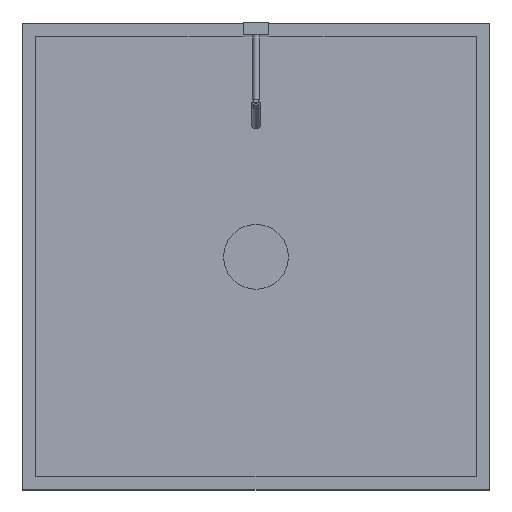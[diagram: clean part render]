
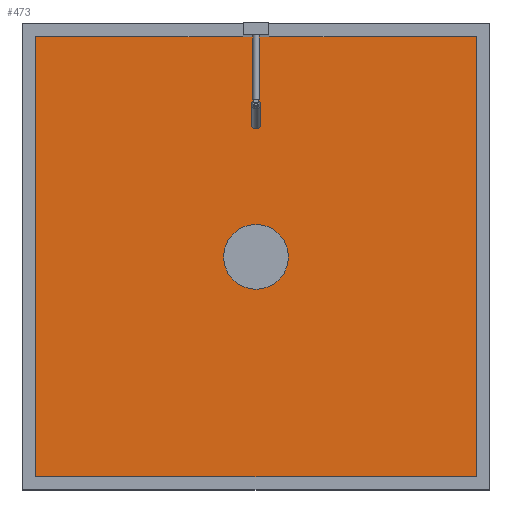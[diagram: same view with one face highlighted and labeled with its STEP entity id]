
A CAD part, top view. The second image highlights one B-rep face of the part: STEP entity #473.
In plain terms, the highlighted planar face has unit normal (0, 0, 1).
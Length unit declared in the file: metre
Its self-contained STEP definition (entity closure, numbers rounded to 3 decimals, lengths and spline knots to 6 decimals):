
#42=LINE('',#770,#93);
#48=LINE('',#781,#99);
#50=LINE('',#785,#101);
#51=LINE('',#787,#102);
#93=VECTOR('',#624,1.);
#99=VECTOR('',#632,1.);
#101=VECTOR('',#636,1.);
#102=VECTOR('',#639,1.);
#127=PLANE('',#533);
#214=ORIENTED_EDGE('',*,*,#313,.F.);
#215=ORIENTED_EDGE('',*,*,#303,.F.);
#216=ORIENTED_EDGE('',*,*,#309,.T.);
#217=ORIENTED_EDGE('',*,*,#311,.T.);
#218=ORIENTED_EDGE('',*,*,#312,.F.);
#303=EDGE_CURVE('',#356,#357,#42,.T.);
#309=EDGE_CURVE('',#356,#360,#48,.T.);
#311=EDGE_CURVE('',#360,#361,#50,.T.);
#312=EDGE_CURVE('',#357,#361,#51,.T.);
#313=EDGE_CURVE('',#362,#362,#375,.T.);
#356=VERTEX_POINT('',#769);
#357=VERTEX_POINT('',#771);
#360=VERTEX_POINT('',#780);
#361=VERTEX_POINT('',#784);
#362=VERTEX_POINT('',#790);
#375=CIRCLE('',#534,0.0635);
#397=EDGE_LOOP('',(#214));
#398=EDGE_LOOP('',(#215,#216,#217,#218));
#434=FACE_BOUND('',#397,.T.);
#435=FACE_BOUND('',#398,.T.);
#473=ADVANCED_FACE('',(#434,#435),#127,.T.);
#533=AXIS2_PLACEMENT_3D('',#788,#640,#641);
#534=AXIS2_PLACEMENT_3D('',#789,#642,#643);
#624=DIRECTION('',(1.,0.,0.));
#632=DIRECTION('',(0.,-1.,0.));
#636=DIRECTION('',(1.,0.,0.));
#639=DIRECTION('',(0.,-1.,0.));
#640=DIRECTION('',(0.,0.,1.));
#641=DIRECTION('',(1.,0.,0.));
#642=DIRECTION('',(0.,0.,1.));
#643=DIRECTION('',(1.,0.,0.));
#769=CARTESIAN_POINT('',(-0.4318,0.4318,0.0127));
#770=CARTESIAN_POINT('',(0.,0.4318,0.0127));
#771=CARTESIAN_POINT('',(0.4318,0.4318,0.0127));
#780=CARTESIAN_POINT('',(-0.4318,-0.4318,0.0127));
#781=CARTESIAN_POINT('',(-0.4318,0.,0.0127));
#784=CARTESIAN_POINT('',(0.4318,-0.4318,0.0127));
#785=CARTESIAN_POINT('',(0.,-0.4318,0.0127));
#787=CARTESIAN_POINT('',(0.4318,0.,0.0127));
#788=CARTESIAN_POINT('',(0.,0.,0.0127));
#789=CARTESIAN_POINT('',(0.,0.,0.0127));
#790=CARTESIAN_POINT('',(0.0635,0.,0.0127));
